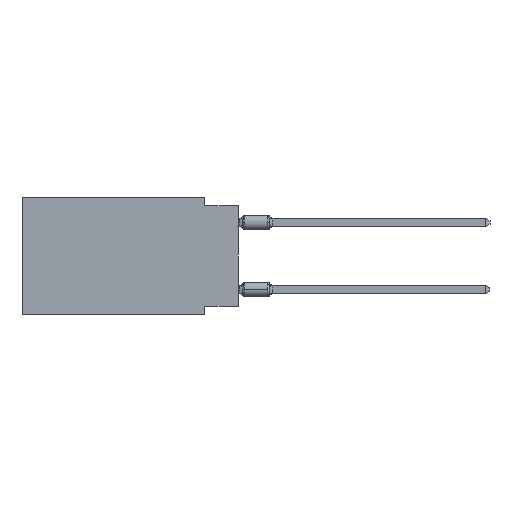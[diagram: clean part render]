
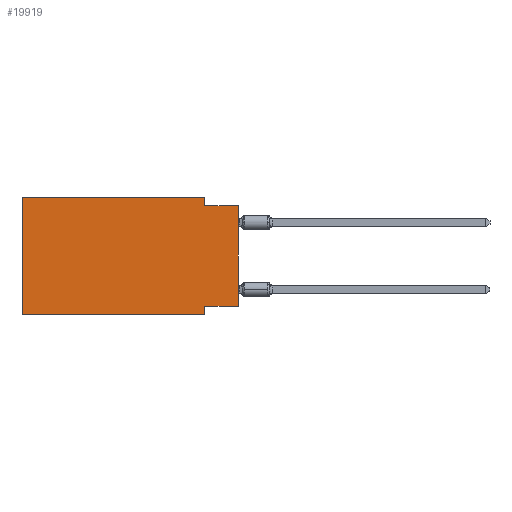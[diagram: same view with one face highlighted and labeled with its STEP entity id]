
A CAD part, left-side view. The second image highlights one B-rep face of the part: STEP entity #19919.
In plain terms, the highlighted planar face has unit normal (-1, 0, 0).
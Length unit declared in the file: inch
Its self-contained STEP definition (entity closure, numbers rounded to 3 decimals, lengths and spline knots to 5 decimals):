
#335 = VECTOR ( 'NONE', #16833, 39.37008 ) ;
#793 = DIRECTION ( 'NONE',  ( 0., 0., 1. ) ) ;
#990 = ORIENTED_EDGE ( 'NONE', *, *, #19545, .F. ) ;
#1028 = VERTEX_POINT ( 'NONE', #6984 ) ;
#1150 = VECTOR ( 'NONE', #7054, 39.37008 ) ;
#1235 = CARTESIAN_POINT ( 'NONE',  ( 0., 0.645, -0.35 ) ) ;
#1281 = CARTESIAN_POINT ( 'NONE',  ( 0., 0., -0.325 ) ) ;
#1785 = ORIENTED_EDGE ( 'NONE', *, *, #20801, .F. ) ;
#2394 = CARTESIAN_POINT ( 'NONE',  ( 0., 0.1, -0.025 ) ) ;
#2494 = LINE ( 'NONE', #2840, #3473 ) ;
#2840 = CARTESIAN_POINT ( 'NONE',  ( 0., 0., -0.325 ) ) ;
#2956 = EDGE_CURVE ( 'NONE', #12137, #1028, #16329, .T. ) ;
#3291 = VECTOR ( 'NONE', #793, 39.37008 ) ;
#3473 = VECTOR ( 'NONE', #9512, 39.37008 ) ;
#3984 = CARTESIAN_POINT ( 'NONE',  ( 0., 0.1, -0.325 ) ) ;
#4377 = DIRECTION ( 'NONE',  ( 1., 0., 0. ) ) ;
#4407 = CARTESIAN_POINT ( 'NONE',  ( 0., 0.645, 0. ) ) ;
#5032 = VERTEX_POINT ( 'NONE', #17302 ) ;
#6018 = DIRECTION ( 'NONE',  ( 0., 0., -1. ) ) ;
#6594 = ORIENTED_EDGE ( 'NONE', *, *, #10621, .F. ) ;
#6984 = CARTESIAN_POINT ( 'NONE',  ( 0., 0., -0.025 ) ) ;
#7054 = DIRECTION ( 'NONE',  ( 0., 0., -1. ) ) ;
#7086 = ORIENTED_EDGE ( 'NONE', *, *, #2956, .T. ) ;
#7884 = PLANE ( 'NONE',  #14530 ) ;
#8606 = DIRECTION ( 'NONE',  ( 0., 0., -1. ) ) ;
#8845 = VECTOR ( 'NONE', #13280, 39.37008 ) ;
#9512 = DIRECTION ( 'NONE',  ( 0., 1., 0. ) ) ;
#9614 = VERTEX_POINT ( 'NONE', #12579 ) ;
#9643 = LINE ( 'NONE', #20194, #8845 ) ;
#10621 = EDGE_CURVE ( 'NONE', #5032, #18923, #9643, .T. ) ;
#10685 = CARTESIAN_POINT ( 'NONE',  ( 0., 0.645, -0.35 ) ) ;
#11628 = ORIENTED_EDGE ( 'NONE', *, *, #14596, .T. ) ;
#12048 = VECTOR ( 'NONE', #12098, 39.37008 ) ;
#12098 = DIRECTION ( 'NONE',  ( 0., -1., 0. ) ) ;
#12137 = VERTEX_POINT ( 'NONE', #1281 ) ;
#12579 = CARTESIAN_POINT ( 'NONE',  ( 0., 0.1, -0.35 ) ) ;
#12936 = FACE_OUTER_BOUND ( 'NONE', #22841, .T. ) ;
#13232 = VERTEX_POINT ( 'NONE', #2394 ) ;
#13280 = DIRECTION ( 'NONE',  ( 0., -1., 0. ) ) ;
#13325 = CARTESIAN_POINT ( 'NONE',  ( 0., 0.1, 0. ) ) ;
#13501 = VERTEX_POINT ( 'NONE', #3984 ) ;
#14530 = AXIS2_PLACEMENT_3D ( 'NONE', #20302, #4377, #6018 ) ;
#14596 = EDGE_CURVE ( 'NONE', #21551, #9614, #20860, .T. ) ;
#14661 = DIRECTION ( 'NONE',  ( 0., 0., 1. ) ) ;
#14829 = CARTESIAN_POINT ( 'NONE',  ( 0., 0., -0.025 ) ) ;
#15493 = ORIENTED_EDGE ( 'NONE', *, *, #16047, .F. ) ;
#16047 = EDGE_CURVE ( 'NONE', #12137, #13501, #2494, .T. ) ;
#16098 = VECTOR ( 'NONE', #14661, 39.37008 ) ;
#16214 = LINE ( 'NONE', #23073, #1150 ) ;
#16329 = LINE ( 'NONE', #21679, #16098 ) ;
#16833 = DIRECTION ( 'NONE',  ( 0., -1., 0. ) ) ;
#17191 = CARTESIAN_POINT ( 'NONE',  ( 0., 0.1, 0. ) ) ;
#17302 = CARTESIAN_POINT ( 'NONE',  ( 0., 0.645, 0. ) ) ;
#18701 = LINE ( 'NONE', #4407, #3291 ) ;
#18923 = VERTEX_POINT ( 'NONE', #13325 ) ;
#19444 = EDGE_CURVE ( 'NONE', #13232, #1028, #21270, .T. ) ;
#19545 = EDGE_CURVE ( 'NONE', #21551, #5032, #18701, .T. ) ;
#19919 = ADVANCED_FACE ( 'NONE', ( #12936 ), #7884, .F. ) ;
#20194 = CARTESIAN_POINT ( 'NONE',  ( 0., 0.645, 0. ) ) ;
#20302 = CARTESIAN_POINT ( 'NONE',  ( 0., 0.645, 0. ) ) ;
#20801 = EDGE_CURVE ( 'NONE', #18923, #13232, #22773, .T. ) ;
#20860 = LINE ( 'NONE', #10685, #12048 ) ;
#20893 = VECTOR ( 'NONE', #8606, 39.37008 ) ;
#21270 = LINE ( 'NONE', #14829, #335 ) ;
#21289 = ORIENTED_EDGE ( 'NONE', *, *, #21722, .F. ) ;
#21551 = VERTEX_POINT ( 'NONE', #1235 ) ;
#21679 = CARTESIAN_POINT ( 'NONE',  ( 0., 0., 0. ) ) ;
#21722 = EDGE_CURVE ( 'NONE', #13501, #9614, #16214, .T. ) ;
#22012 = ORIENTED_EDGE ( 'NONE', *, *, #19444, .F. ) ;
#22773 = LINE ( 'NONE', #17191, #20893 ) ;
#22841 = EDGE_LOOP ( 'NONE', ( #7086, #22012, #1785, #6594, #990, #11628, #21289, #15493 ) ) ;
#23073 = CARTESIAN_POINT ( 'NONE',  ( 0., 0.1, -0.35 ) ) ;
